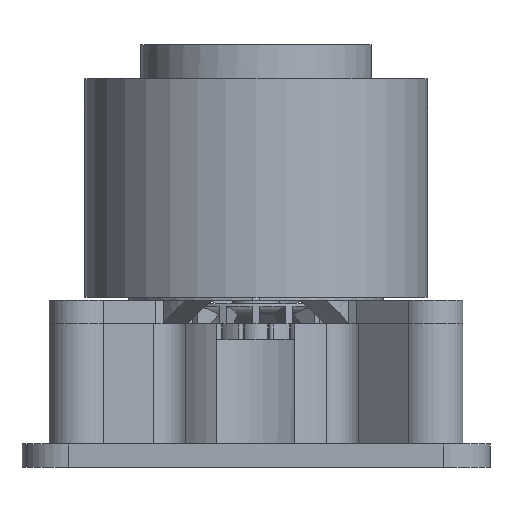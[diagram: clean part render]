
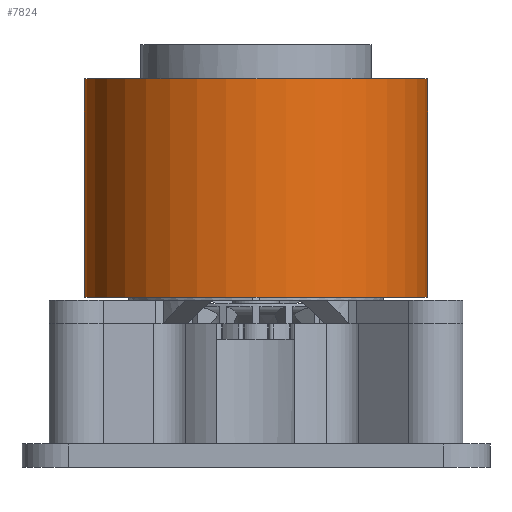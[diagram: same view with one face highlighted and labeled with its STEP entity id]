
A CAD part, front view. The second image highlights one B-rep face of the part: STEP entity #7824.
In plain terms, the highlighted cylindrical face has radius 11 mm (diameter 22 mm), a full revolution.
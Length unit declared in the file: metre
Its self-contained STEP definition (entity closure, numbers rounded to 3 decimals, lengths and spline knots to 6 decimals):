
#1982=ORIENTED_EDGE('',*,*,#4156,.F.);
#1983=ORIENTED_EDGE('',*,*,#4157,.F.);
#4156=EDGE_CURVE('',#5251,#5251,#6009,.F.);
#4157=EDGE_CURVE('',#5252,#5252,#6010,.T.);
#5251=VERTEX_POINT('',#12090);
#5252=VERTEX_POINT('',#12092);
#6009=CIRCLE('',#8501,0.011);
#6010=CIRCLE('',#8502,0.011);
#6431=EDGE_LOOP('',(#1982));
#6432=EDGE_LOOP('',(#1983));
#7036=FACE_BOUND('',#6431,.T.);
#7037=FACE_BOUND('',#6432,.T.);
#7595=CYLINDRICAL_SURFACE('',#8500,0.011);
#7824=ADVANCED_FACE('',(#7036,#7037),#7595,.T.);
#8500=AXIS2_PLACEMENT_3D('',#12088,#9711,#9712);
#8501=AXIS2_PLACEMENT_3D('',#12089,#9713,#9714);
#8502=AXIS2_PLACEMENT_3D('',#12091,#9715,#9716);
#9711=DIRECTION('',(0.,0.,-1.));
#9712=DIRECTION('',(-1.,0.,0.));
#9713=DIRECTION('',(0.,0.,1.));
#9714=DIRECTION('',(1.,0.,0.));
#9715=DIRECTION('',(0.,0.,1.));
#9716=DIRECTION('',(1.,0.,0.));
#12088=CARTESIAN_POINT('',(0.,0.,0.0207));
#12089=CARTESIAN_POINT('',(0.,0.,0.0109));
#12090=CARTESIAN_POINT('',(0.011,0.,0.0109));
#12091=CARTESIAN_POINT('',(0.,0.,0.0249));
#12092=CARTESIAN_POINT('',(0.011,0.,0.0249));
